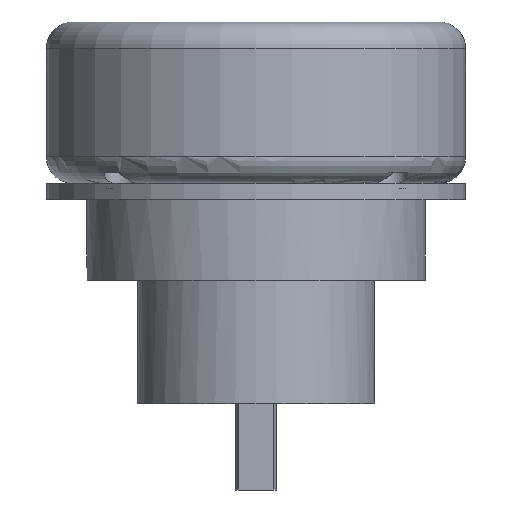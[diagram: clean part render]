
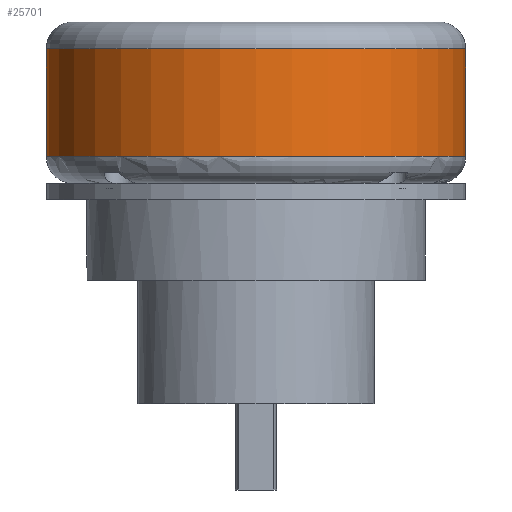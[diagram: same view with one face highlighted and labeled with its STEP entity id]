
A CAD part, left-side view. The second image highlights one B-rep face of the part: STEP entity #25701.
In plain terms, the highlighted cylindrical face has radius 39 mm (diameter 78 mm), a partial arc.
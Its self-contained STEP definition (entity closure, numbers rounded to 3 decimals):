
#1553=FACE_OUTER_BOUND('',#3003,.T.);
#3003=EDGE_LOOP('',(#17826,#17827,#17828,#17829));
#4484=LINE('',#37738,#7042);
#4558=LINE('',#38029,#7116);
#7042=VECTOR('',#29810,10.);
#7116=VECTOR('',#30096,10.);
#9609=CIRCLE('',#27076,39.);
#9618=CIRCLE('',#27093,39.);
#10789=VERTEX_POINT('',#37471);
#10790=VERTEX_POINT('',#37473);
#10800=VERTEX_POINT('',#37573);
#10804=VERTEX_POINT('',#37592);
#13388=EDGE_CURVE('',#10789,#10790,#9609,.T.);
#13408=EDGE_CURVE('',#10800,#10804,#9618,.T.);
#13431=EDGE_CURVE('',#10800,#10790,#4484,.T.);
#13562=EDGE_CURVE('',#10804,#10789,#4558,.T.);
#17826=ORIENTED_EDGE('',*,*,#13408,.F.);
#17827=ORIENTED_EDGE('',*,*,#13431,.T.);
#17828=ORIENTED_EDGE('',*,*,#13388,.F.);
#17829=ORIENTED_EDGE('',*,*,#13562,.F.);
#25120=CYLINDRICAL_SURFACE('',#27291,39.);
#25701=ADVANCED_FACE('',(#1553),#25120,.T.);
#27076=AXIS2_PLACEMENT_3D('',#37474,#29728,#29729);
#27093=AXIS2_PLACEMENT_3D('',#37593,#29768,#29769);
#27291=AXIS2_PLACEMENT_3D('',#38214,#30269,#30270);
#29728=DIRECTION('center_axis',(0.,0.,
1.));
#29729=DIRECTION('ref_axis',(-1.,0.,0.));
#29768=DIRECTION('center_axis',(0.,0.,
-1.));
#29769=DIRECTION('ref_axis',(-1.,0.,0.));
#29810=DIRECTION('',(0.,0.,1.));
#30096=DIRECTION('',(0.,0.,1.));
#30269=DIRECTION('center_axis',(0.,0.,
1.));
#30270=DIRECTION('ref_axis',(0.,1.,0.));
#37471=CARTESIAN_POINT('',(-55.899,133.367,10.042));
#37473=CARTESIAN_POINT('',(-55.899,55.367,10.042));
#37474=CARTESIAN_POINT('Origin',(-55.899,94.367,10.042));
#37573=CARTESIAN_POINT('',(-55.899,55.367,-9.958));
#37592=CARTESIAN_POINT('',(-55.899,133.367,-9.958));
#37593=CARTESIAN_POINT('Origin',(-55.899,94.367,-9.958));
#37738=CARTESIAN_POINT('',(-55.899,55.367,-14.958));
#38029=CARTESIAN_POINT('',(-55.899,133.367,-14.958));
#38214=CARTESIAN_POINT('Origin',(-55.899,94.367,-14.958));
